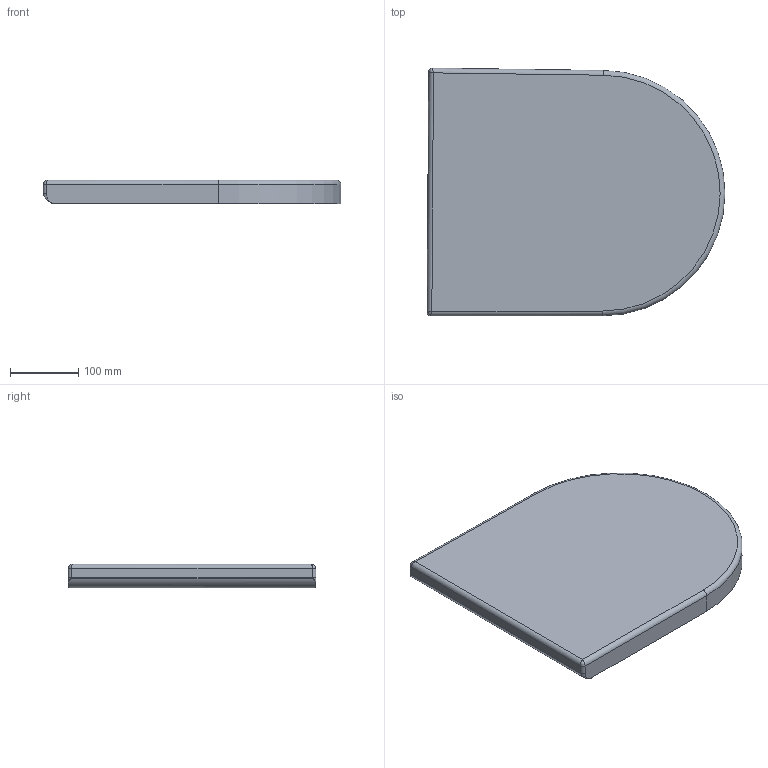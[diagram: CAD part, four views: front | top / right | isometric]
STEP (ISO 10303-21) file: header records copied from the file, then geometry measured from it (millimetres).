
FILE_DESCRIPTION((''),'2;1');
FILE_NAME('252709.stp','2015-10-26T14:49:19',('Administrator'),(''),'Autodesk Inventor 2011','Autodesk Inventor 2011','');
FILE_SCHEMA(('CONFIG_CONTROL_DESIGN'));
Length unit declared in the file: millimetre
Products named in the file (3): 252709; 006381
Assembly tree (2 placements, depth 2):
  252709
    252709
    006381
Bounding box: 436.93 x 363.47 x 35.01 mm (x, y, z)
Volume: 3264610.7 mm3; surface area: 387151.6 mm2
Topology: 1 solids, 1 shells, 55 faces, 127 edges, 74 vertices
Faces by surface type: cylinder 24, plane 16, torus 9, bspline 6
Entity records: 215287 total; most frequent: CARTESIAN_POINT 197563, ORIENTED_EDGE 4258, DIRECTION 2185, EDGE_CURVE 2130, VERTEX_POINT 1239, B_SPLINE_CURVE_WITH_KNOTS 1114, AXIS2_PLACEMENT_3D 935, EDGE_LOOP 909
